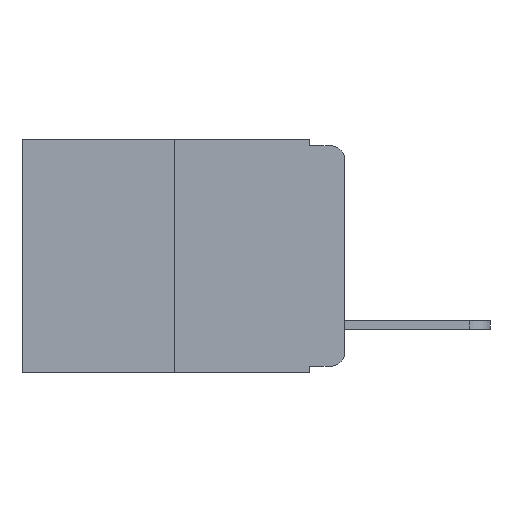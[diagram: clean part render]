
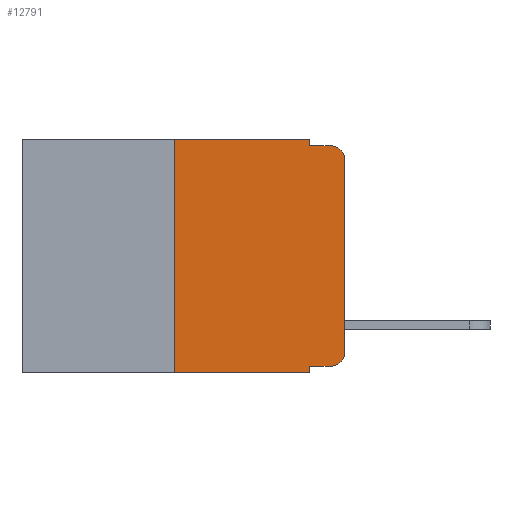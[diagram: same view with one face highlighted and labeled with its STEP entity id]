
A CAD part, left-side view. The second image highlights one B-rep face of the part: STEP entity #12791.
In plain terms, the highlighted planar face has unit normal (-1, 0, 0).
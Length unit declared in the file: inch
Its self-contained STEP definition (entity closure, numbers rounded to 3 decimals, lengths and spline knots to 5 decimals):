
#301 = VECTOR ( 'NONE', #13673, 39.37008 ) ;
#356 = ORIENTED_EDGE ( 'NONE', *, *, #8678, .T. ) ;
#786 = FACE_OUTER_BOUND ( 'NONE', #10955, .T. ) ;
#933 = VERTEX_POINT ( 'NONE', #22092 ) ;
#2270 = CARTESIAN_POINT ( 'NONE',  ( 0., 0.02, -0.01 ) ) ;
#2638 = VERTEX_POINT ( 'NONE', #8190 ) ;
#3072 = CARTESIAN_POINT ( 'NONE',  ( 0., 0.473, 0. ) ) ;
#3160 = CARTESIAN_POINT ( 'NONE',  ( 0., 0., -0.313 ) ) ;
#3208 = VECTOR ( 'NONE', #21355, 39.37008 ) ;
#3249 = ORIENTED_EDGE ( 'NONE', *, *, #5942, .F. ) ;
#3378 = DIRECTION ( 'NONE',  ( 0., -1., 0. ) ) ;
#3666 = LINE ( 'NONE', #16394, #22666 ) ;
#4906 = LINE ( 'NONE', #8592, #8947 ) ;
#5057 = ORIENTED_EDGE ( 'NONE', *, *, #8745, .T. ) ;
#5115 = VECTOR ( 'NONE', #3378, 39.37008 ) ;
#5316 = VERTEX_POINT ( 'NONE', #5709 ) ;
#5709 = CARTESIAN_POINT ( 'NONE',  ( 0., 0.051, -0.343 ) ) ;
#5942 = EDGE_CURVE ( 'NONE', #11678, #16706, #9767, .T. ) ;
#6833 = ORIENTED_EDGE ( 'NONE', *, *, #8548, .F. ) ;
#7126 = EDGE_CURVE ( 'NONE', #9385, #5316, #3666, .T. ) ;
#7431 = CIRCLE ( 'NONE', #14369, 0.02 ) ;
#8047 = VECTOR ( 'NONE', #20473, 39.37008 ) ;
#8138 = EDGE_CURVE ( 'NONE', #15336, #933, #20937, .T. ) ;
#8167 = EDGE_CURVE ( 'NONE', #933, #18361, #7431, .T. ) ;
#8190 = CARTESIAN_POINT ( 'NONE',  ( 0., 0.051, -0.01 ) ) ;
#8209 = EDGE_CURVE ( 'NONE', #2638, #18361, #14603, .T. ) ;
#8215 = EDGE_CURVE ( 'NONE', #16706, #2638, #4906, .T. ) ;
#8475 = ORIENTED_EDGE ( 'NONE', *, *, #8209, .F. ) ;
#8515 = EDGE_CURVE ( 'NONE', #9385, #11678, #13751, .T. ) ;
#8548 = EDGE_CURVE ( 'NONE', #22121, #5316, #17421, .T. ) ;
#8590 = VERTEX_POINT ( 'NONE', #19505 ) ;
#8592 = CARTESIAN_POINT ( 'NONE',  ( 0., 0.051, 0. ) ) ;
#8678 = EDGE_CURVE ( 'NONE', #22121, #8590, #19292, .T. ) ;
#8745 = EDGE_CURVE ( 'NONE', #8590, #15336, #21157, .T. ) ;
#8947 = VECTOR ( 'NONE', #9194, 39.37008 ) ;
#9140 = DIRECTION ( 'NONE',  ( 0., -1., 0. ) ) ;
#9194 = DIRECTION ( 'NONE',  ( 0., 0., -1. ) ) ;
#9385 = VERTEX_POINT ( 'NONE', #12079 ) ;
#9538 = VECTOR ( 'NONE', #17106, 39.37008 ) ;
#9589 = CARTESIAN_POINT ( 'NONE',  ( 0., 0.051, -0.01 ) ) ;
#9767 = LINE ( 'NONE', #3072, #5115 ) ;
#10614 = CARTESIAN_POINT ( 'NONE',  ( 0., 0.02, -0.03 ) ) ;
#10942 = DIRECTION ( 'NONE',  ( 0., 0., -1. ) ) ;
#10946 = DIRECTION ( 'NONE',  ( -1., 0., 0. ) ) ;
#10955 = EDGE_LOOP ( 'NONE', ( #21519, #23450, #8475, #16622, #3249, #19367, #20987, #6833, #356, #5057 ) ) ;
#11184 = CARTESIAN_POINT ( 'NONE',  ( 0., 0.051, 0. ) ) ;
#11678 = VERTEX_POINT ( 'NONE', #11809 ) ;
#11809 = CARTESIAN_POINT ( 'NONE',  ( 0., 0.25, 0. ) ) ;
#12079 = CARTESIAN_POINT ( 'NONE',  ( 0., 0.25, -0.343 ) ) ;
#12791 = ADVANCED_FACE ( 'NONE', ( #786 ), #18942, .F. ) ;
#13673 = DIRECTION ( 'NONE',  ( 0., 0., 1. ) ) ;
#13751 = LINE ( 'NONE', #21229, #3208 ) ;
#13925 = CARTESIAN_POINT ( 'NONE',  ( 0., 0., 0. ) ) ;
#14369 = AXIS2_PLACEMENT_3D ( 'NONE', #10614, #10946, #10942 ) ;
#14603 = LINE ( 'NONE', #9589, #18802 ) ;
#14926 = DIRECTION ( 'NONE',  ( 0., 0., -1. ) ) ;
#14934 = DIRECTION ( 'NONE',  ( -1., 0., 0. ) ) ;
#14958 = CARTESIAN_POINT ( 'NONE',  ( 0., 0.02, -0.313 ) ) ;
#15336 = VERTEX_POINT ( 'NONE', #3160 ) ;
#15439 = AXIS2_PLACEMENT_3D ( 'NONE', #14958, #14934, #14926 ) ;
#16058 = CARTESIAN_POINT ( 'NONE',  ( 0., 0.051, -0.333 ) ) ;
#16075 = DIRECTION ( 'NONE',  ( 0., -1., 0. ) ) ;
#16394 = CARTESIAN_POINT ( 'NONE',  ( 0., 0.473, -0.343 ) ) ;
#16622 = ORIENTED_EDGE ( 'NONE', *, *, #8215, .F. ) ;
#16706 = VERTEX_POINT ( 'NONE', #11184 ) ;
#17106 = DIRECTION ( 'NONE',  ( 0., -1., 0. ) ) ;
#17136 = CARTESIAN_POINT ( 'NONE',  ( 0., 0.051, -0.333 ) ) ;
#17421 = LINE ( 'NONE', #20657, #8047 ) ;
#18357 = DIRECTION ( 'NONE',  ( 0., 0., -1. ) ) ;
#18361 = VERTEX_POINT ( 'NONE', #2270 ) ;
#18393 = DIRECTION ( 'NONE',  ( 1., 0., 0. ) ) ;
#18434 = CARTESIAN_POINT ( 'NONE',  ( 0., 0.473, 0. ) ) ;
#18802 = VECTOR ( 'NONE', #9140, 39.37008 ) ;
#18942 = PLANE ( 'NONE',  #24206 ) ;
#19292 = LINE ( 'NONE', #17136, #9538 ) ;
#19367 = ORIENTED_EDGE ( 'NONE', *, *, #8515, .F. ) ;
#19505 = CARTESIAN_POINT ( 'NONE',  ( 0., 0.02, -0.333 ) ) ;
#20473 = DIRECTION ( 'NONE',  ( 0., 0., -1. ) ) ;
#20657 = CARTESIAN_POINT ( 'NONE',  ( 0., 0.051, 0. ) ) ;
#20937 = LINE ( 'NONE', #13925, #301 ) ;
#20987 = ORIENTED_EDGE ( 'NONE', *, *, #7126, .T. ) ;
#21157 = CIRCLE ( 'NONE', #15439, 0.02 ) ;
#21229 = CARTESIAN_POINT ( 'NONE',  ( 0., 0.25, 0. ) ) ;
#21355 = DIRECTION ( 'NONE',  ( 0., 0., 1. ) ) ;
#21519 = ORIENTED_EDGE ( 'NONE', *, *, #8138, .T. ) ;
#22092 = CARTESIAN_POINT ( 'NONE',  ( 0., 0., -0.03 ) ) ;
#22121 = VERTEX_POINT ( 'NONE', #16058 ) ;
#22666 = VECTOR ( 'NONE', #16075, 39.37008 ) ;
#23450 = ORIENTED_EDGE ( 'NONE', *, *, #8167, .T. ) ;
#24206 = AXIS2_PLACEMENT_3D ( 'NONE', #18434, #18393, #18357 ) ;
